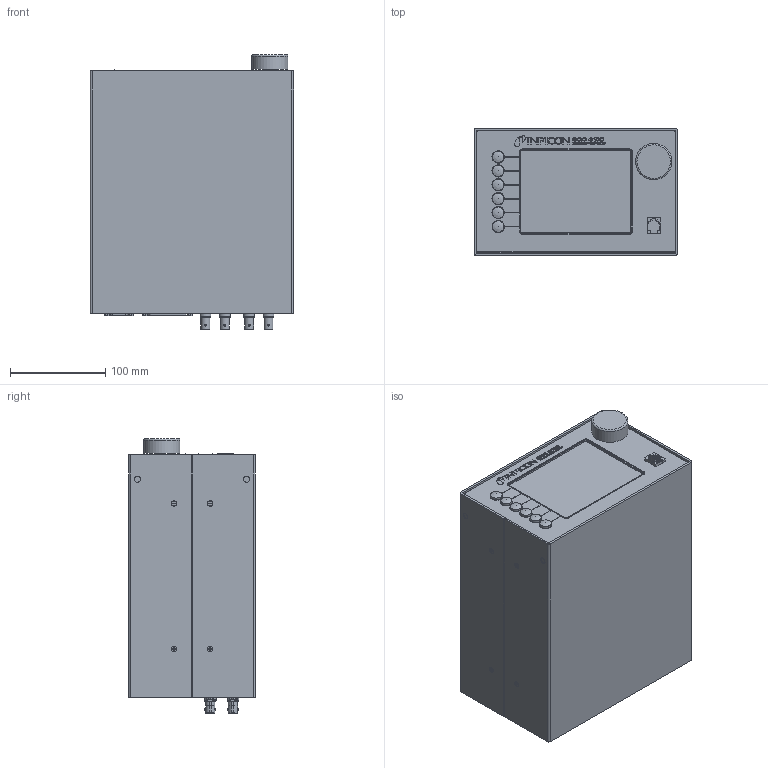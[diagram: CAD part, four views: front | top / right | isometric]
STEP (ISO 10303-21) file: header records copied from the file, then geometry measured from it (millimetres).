
FILE_DESCRIPTION(/* description */ ('SQC-310C Deposition Controller (SQC310C-4-R-1)'),/* implementation_level */ '2;1');
FILE_NAME(/* name */ 'SQC310C-4-R-1 - SQC-310(C) Deposition Controller (Outline Model Rev.B).stp',/* time_stamp */ '2017-08-24T10:51:58-04:00',/* author */ ('Joel Plasencia'),/* organization */ ('INFICON'),/* preprocessor_version */ 'ST-DEVELOPER v16',/* originating_system */ 'SIEMENS PLM Software NX 10.0',/* authorisation */ 'Copyright© 2017 INFICON - ALL RIGHTS RESERVED');
FILE_SCHEMA (('AUTOMOTIVE_DESIGN { 1 0 10303 214 3 1 1 1 }'));
Products named in the file (1): SQC310C-4-R-1_B
Bounding box: 213.54 x 132.64 x 287.4 mm (x, y, z)
Volume: 7046946.4 mm3; surface area: 279666.2 mm2
Topology: 1 solids, 10 shells, 2872 faces, 7537 edges, 4860 vertices
Faces by surface type: plane 1842, cylinder 838, extrusion 95, cone 75, sphere 13, torus 9
Full cylindrical faces by diameter (mm): 1.016 x50, 1.143 x9, 2.261 x6, 2.845 x13, 3.02 x1, 3.099 x6, 3.175 x7, 3.938 x1, 4.166 x1, 4.47 x1, 4.75 x1, 5.41 x1, 5.563 x7, 5.842 x12, 6.35 x5, 8.179 x1, 11.468 x1, 11.938 x6, 12.7 x16, 12.954 x6, 16.002 x8, 19.101 x1, 38.1 x1
Entity records: 107091 total; most frequent: CARTESIAN_POINT 19382, DIRECTION 14600, ORIENTED_EDGE 14564, EDGE_CURVE 7282, AXIS2_PLACEMENT_3D 4898, VECTOR 4804, VERTEX_POINT 4796, LINE 4709
